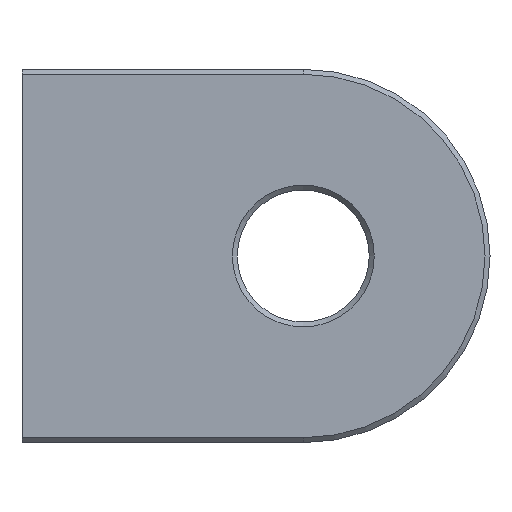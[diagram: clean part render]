
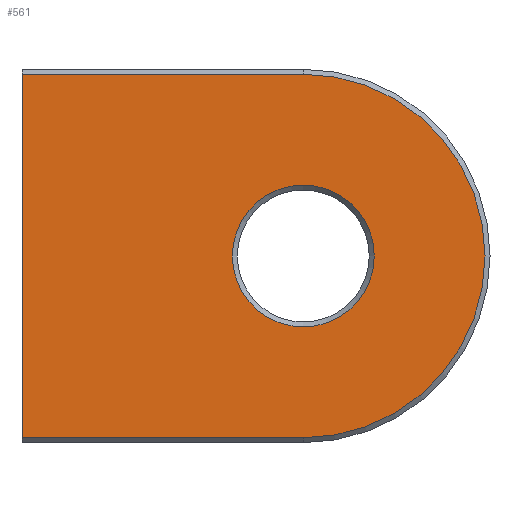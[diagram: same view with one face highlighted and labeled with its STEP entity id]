
A CAD part, front view. The second image highlights one B-rep face of the part: STEP entity #561.
In plain terms, the highlighted planar face has unit normal (0, -1, 0).
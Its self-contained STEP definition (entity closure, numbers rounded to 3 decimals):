
#32=FACE_BOUND('',#97,.T.);
#38=CIRCLE('',#614,2.85);
#40=CIRCLE('',#618,7.3);
#59=FACE_OUTER_BOUND('',#96,.T.);
#96=EDGE_LOOP('',(#418,#419,#420,#421));
#97=EDGE_LOOP('',(#422));
#133=LINE('',#846,#195);
#155=LINE('',#900,#217);
#156=LINE('',#903,#218);
#195=VECTOR('',#669,10.);
#217=VECTOR('',#717,10.);
#218=VECTOR('',#720,10.);
#257=VERTEX_POINT('',#843);
#258=VERTEX_POINT('',#845);
#275=VERTEX_POINT('',#891);
#277=VERTEX_POINT('',#899);
#278=VERTEX_POINT('',#901);
#301=EDGE_CURVE('',#258,#257,#133,.T.);
#325=EDGE_CURVE('',#275,#275,#38,.T.);
#328=EDGE_CURVE('',#277,#257,#155,.T.);
#329=EDGE_CURVE('',#278,#277,#40,.T.);
#330=EDGE_CURVE('',#258,#278,#156,.T.);
#418=ORIENTED_EDGE('',*,*,#301,.T.);
#419=ORIENTED_EDGE('',*,*,#328,.F.);
#420=ORIENTED_EDGE('',*,*,#329,.F.);
#421=ORIENTED_EDGE('',*,*,#330,.F.);
#422=ORIENTED_EDGE('',*,*,#325,.F.);
#535=PLANE('',#617);
#561=ADVANCED_FACE('',(#59,#32),#535,.T.);
#614=AXIS2_PLACEMENT_3D('',#893,#708,#709);
#617=AXIS2_PLACEMENT_3D('',#898,#715,#716);
#618=AXIS2_PLACEMENT_3D('',#902,#718,#719);
#669=DIRECTION('',(0.,0.,-1.));
#708=DIRECTION('center_axis',(0.,-1.,0.));
#709=DIRECTION('ref_axis',(1.,0.,0.));
#715=DIRECTION('center_axis',(0.,-1.,0.));
#716=DIRECTION('ref_axis',(1.,0.,0.));
#717=DIRECTION('',(-1.,0.,0.));
#718=DIRECTION('center_axis',(0.,1.,0.));
#719=DIRECTION('ref_axis',(1.,0.,0.));
#720=DIRECTION('',(1.,0.,0.));
#843=CARTESIAN_POINT('',(0.,0.3,0.2));
#845=CARTESIAN_POINT('',(0.,0.3,14.8));
#846=CARTESIAN_POINT('',(0.,0.3,7.5));
#891=CARTESIAN_POINT('',(8.45,0.3,7.5));
#893=CARTESIAN_POINT('Origin',(11.3,0.3,7.5));
#898=CARTESIAN_POINT('Origin',(1.3,0.3,7.5));
#899=CARTESIAN_POINT('',(11.3,0.3,0.2));
#900=CARTESIAN_POINT('',(2.05,0.3,0.2));
#901=CARTESIAN_POINT('',(11.3,0.3,14.8));
#902=CARTESIAN_POINT('Origin',(11.3,0.3,7.5));
#903=CARTESIAN_POINT('',(0.55,0.3,14.8));
